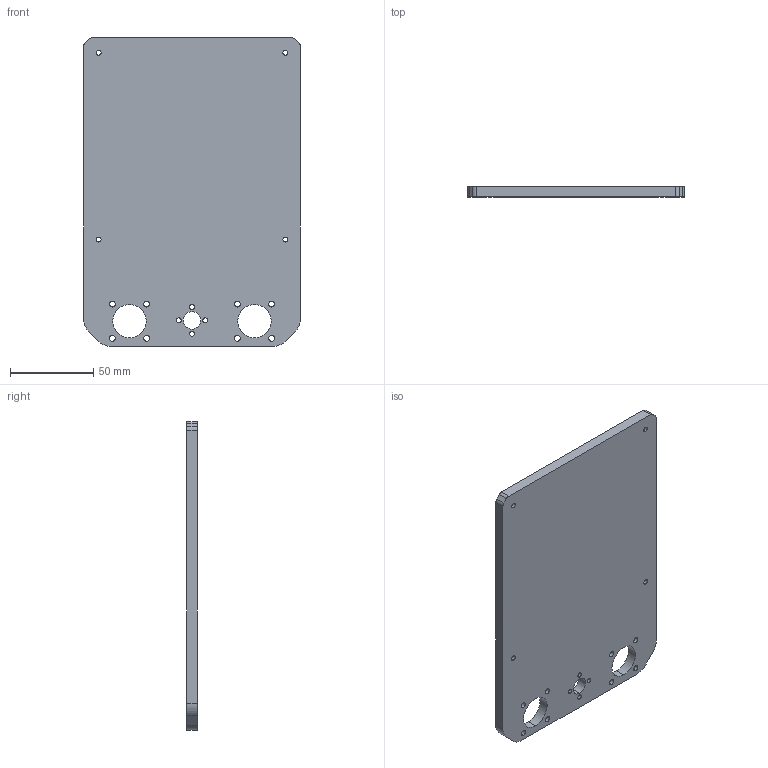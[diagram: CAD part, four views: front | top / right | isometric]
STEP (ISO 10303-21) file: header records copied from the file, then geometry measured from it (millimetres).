
FILE_DESCRIPTION (( 'STEP AP214' ), '1' );
FILE_NAME ('bedMount GBtTinyMII.STEP', '2022-07-04T11:06:17', ( '' ), ( '' ), 'SwSTEP 2.0', 'SolidWorks 2018', '' );
FILE_SCHEMA (( 'AUTOMOTIVE_DESIGN' ));
Length unit declared in the file: millimetre
Products named in the file (1): bedMount GBtTinyMII
Bounding box: 130 x 6 x 185 mm (x, y, z)
Volume: 138196.5 mm3; surface area: 51652.2 mm2
Topology: 1 solids, 1 shells, 56 faces, 162 edges, 108 vertices
Faces by surface type: cylinder 46, plane 10
Entity records: 2008 total; most frequent: DIRECTION 368, CARTESIAN_POINT 327, ORIENTED_EDGE 324, EDGE_CURVE 162, AXIS2_PLACEMENT_3D 149, VERTEX_POINT 108, EDGE_LOOP 94, CIRCLE 92
